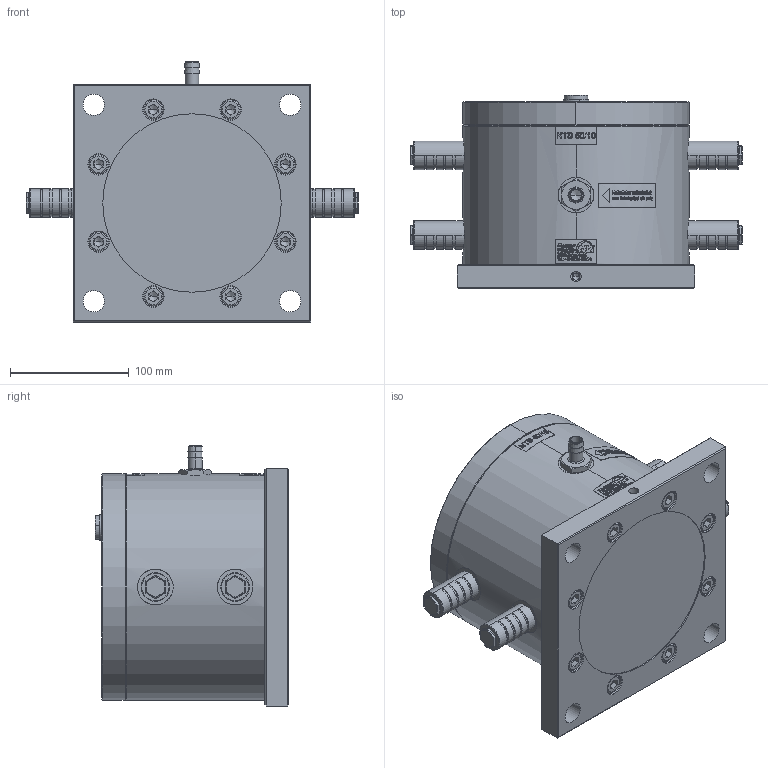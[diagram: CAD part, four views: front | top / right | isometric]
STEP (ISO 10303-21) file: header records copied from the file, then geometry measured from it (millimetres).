
FILE_DESCRIPTION (( 'STEP AP214' ), '1' );
FILE_NAME ('NTS 50-10 Kolbenvibrator #03501000.STEP', '2012-09-25T12:34:57', ( 'netter' ), ( '' ), 'SwSTEP 2.0', 'SolidWorks 2010', '' );
FILE_SCHEMA (( 'AUTOMOTIVE_DESIGN' ));
Length unit declared in the file: millimetre
Products named in the file (1): NTS 50-10 Kolbenvibrator #03501000
Bounding box: 279 x 162.5 x 218.5 mm (x, y, z)
Volume: 4706856.6 mm3; surface area: 239403.8 mm2
Topology: 6 solids, 24 shells, 1197 faces, 3655 edges, 2671 vertices
Faces by surface type: cylinder 493, plane 412, cone 148, torus 112, sphere 32
Entity records: 62161 total; most frequent: CARTESIAN_POINT 24666, ORIENTED_EDGE 7186, DIRECTION 6373, EDGE_CURVE 3593, VERTEX_POINT 2671, AXIS2_PLACEMENT_3D 2526, EDGE_LOOP 1468, CIRCLE 1328
